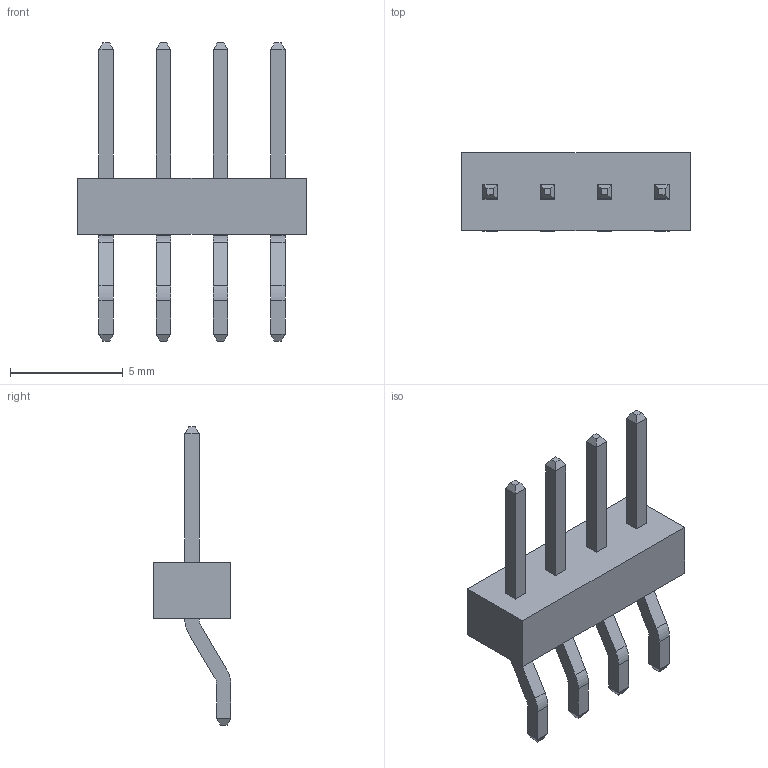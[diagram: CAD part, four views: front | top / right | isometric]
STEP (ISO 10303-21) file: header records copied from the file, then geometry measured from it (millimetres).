
FILE_DESCRIPTION(/* description */ (''),/* implementation_level */ '2;1');
FILE_NAME(/* name */ 'M20-89004XX_asm.stp',/* time_stamp */ '2024-05-21T23:23:57+02:00',/* author */ ('remi.decoster'),/* organization */ (''),/* preprocessor_version */ 'ST-DEVELOPER v18.1',/* originating_system */ 'Autodesk Inventor 2021',/* authorisation */ '');
FILE_SCHEMA (('CONFIG_CONTROL_DESIGN'));
Length unit declared in the file: millimetre
Products named in the file (3): M20-89004XX_asm; M20-890_MOULD; M20-890_PIN
Assembly tree (5 placements, depth 2):
  M20-89004XX_asm
    M20-890_MOULD
    M20-890_PIN  x4
Bounding box: 10.16 x 3.46 x 13.24 mm (x, y, z)
Volume: 105.6 mm3; surface area: 299.7 mm2
Topology: 5 solids, 5 shells, 110 faces, 268 edges, 168 vertices
Faces by surface type: plane 94, cylinder 16
Entity records: 1476 total; most frequent: CARTESIAN_POINT 237, DIRECTION 226, ORIENTED_EDGE 224, EDGE_CURVE 112, LINE 104, VECTOR 104, VERTEX_POINT 72, AXIS2_PLACEMENT_3D 61
